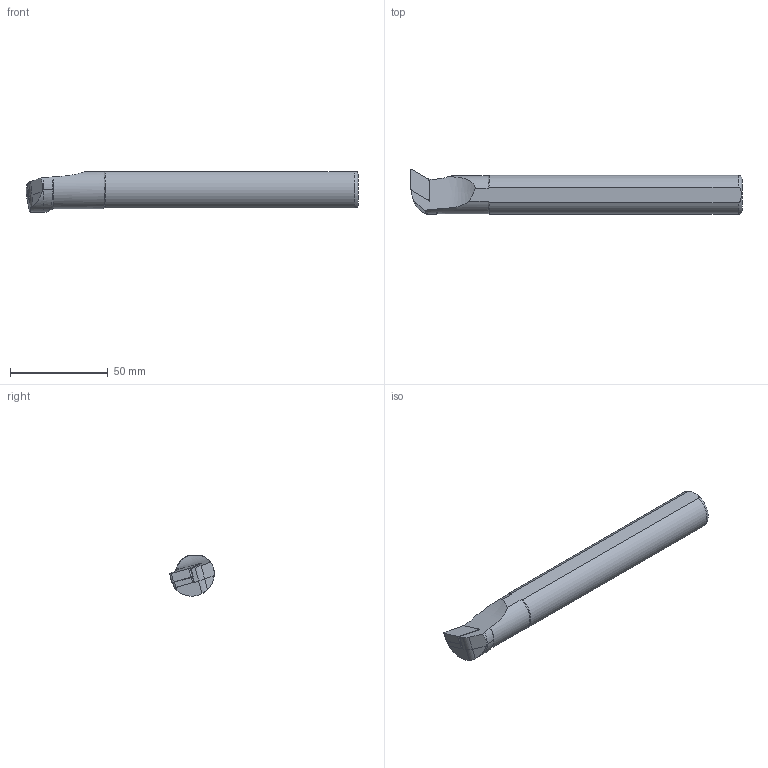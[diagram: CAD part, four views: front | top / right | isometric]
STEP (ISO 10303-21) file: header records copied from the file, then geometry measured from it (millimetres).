
FILE_DESCRIPTION(/* description */ (''),/* implementation_level */ '2;1');
FILE_NAME(/* name */ 'A20P-PDUNL-11.stp',/* time_stamp */ '2023-10-17T15:46:06+03:00',/* author */ (''),/* organization */ (''),/* preprocessor_version */ 'ST-DEVELOPER v19.4',/* originating_system */ 'SIEMENS PLM Software NX2306.3001',/* authorisation */ '');
FILE_SCHEMA (('AUTOMOTIVE_DESIGN { 1 0 10303 214 3 1 1 1 }'));
Length unit declared in the file: millimetre
Products named in the file (1): A20P-PDUNR-11
Bounding box: 170 x 23 x 20.57 mm (x, y, z)
Volume: 49260.5 mm3; surface area: 11322.2 mm2
Topology: 2 solids, 2 shells, 53 faces, 135 edges, 86 vertices
Faces by surface type: plane 26, cylinder 22, cone 3, torus 1, bspline 1
Entity records: 1972 total; most frequent: CARTESIAN_POINT 624, ORIENTED_EDGE 266, DIRECTION 251, EDGE_CURVE 133, AXIS2_PLACEMENT_3D 93, VERTEX_POINT 85, LINE 65, VECTOR 65
